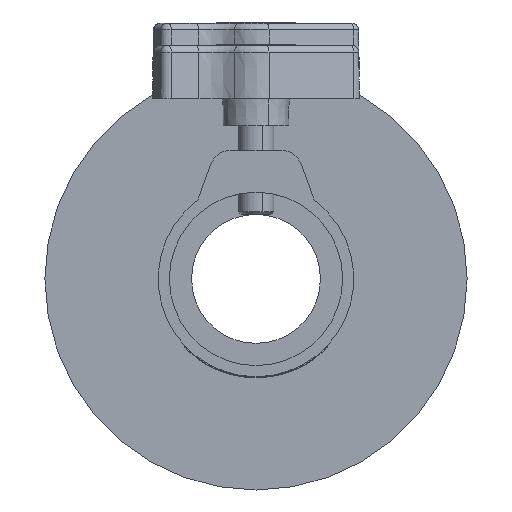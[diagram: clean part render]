
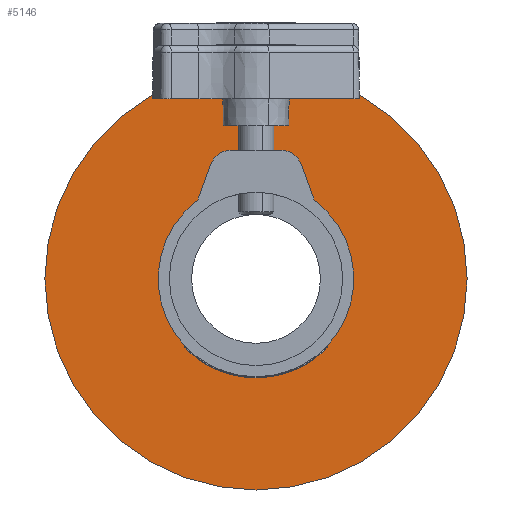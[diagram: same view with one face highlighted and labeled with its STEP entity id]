
A CAD part, front view. The second image highlights one B-rep face of the part: STEP entity #5146.
In plain terms, the highlighted planar face has unit normal (0, -1, 0).
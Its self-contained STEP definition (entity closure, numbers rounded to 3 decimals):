
#177 = VERTEX_POINT ( 'NONE', #13901 ) ;
#329 = PLANE ( 'NONE',  #836 ) ;
#514 = AXIS2_PLACEMENT_3D ( 'NONE', #900, #2054, #682 ) ;
#682 = DIRECTION ( 'NONE',  ( 0., 0., 1. ) ) ;
#836 = AXIS2_PLACEMENT_3D ( 'NONE', #6642, #12699, #12911 ) ;
#850 = FACE_BOUND ( 'NONE', #3121, .T. ) ;
#900 = CARTESIAN_POINT ( 'NONE',  ( 0., 0., 0. ) ) ;
#916 = ORIENTED_EDGE ( 'NONE', *, *, #14436, .F. ) ;
#1037 = ORIENTED_EDGE ( 'NONE', *, *, #5827, .T. ) ;
#1175 = AXIS2_PLACEMENT_3D ( 'NONE', #5678, #10686, #14306 ) ;
#2054 = DIRECTION ( 'NONE',  ( 0., 1., 0. ) ) ;
#2606 = DIRECTION ( 'NONE',  ( 0., 0., 1. ) ) ;
#2703 = CARTESIAN_POINT ( 'NONE',  ( 0., 0., 0. ) ) ;
#3121 = EDGE_LOOP ( 'NONE', ( #14925, #1037 ) ) ;
#3166 = CIRCLE ( 'NONE', #9737, 15. ) ;
#4115 = EDGE_LOOP ( 'NONE', ( #15585, #916 ) ) ;
#4565 = FACE_OUTER_BOUND ( 'NONE', #4115, .T. ) ;
#5146 = ADVANCED_FACE ( 'NONE', ( #4565, #850 ), #329, .F. ) ;
#5474 = CIRCLE ( 'NONE', #8521, 47.5 ) ;
#5481 = EDGE_CURVE ( 'NONE', #14384, #177, #14308, .T. ) ;
#5678 = CARTESIAN_POINT ( 'NONE',  ( 0., 0., 0. ) ) ;
#5827 = EDGE_CURVE ( 'NONE', #177, #14384, #3166, .T. ) ;
#6389 = DIRECTION ( 'NONE',  ( 0., 1., 0. ) ) ;
#6638 = VERTEX_POINT ( 'NONE', #14665 ) ;
#6642 = CARTESIAN_POINT ( 'NONE',  ( 0., 0., 0. ) ) ;
#7442 = CARTESIAN_POINT ( 'NONE',  ( 0., 0., 47.5 ) ) ;
#7460 = EDGE_CURVE ( 'NONE', #6638, #14165, #5474, .T. ) ;
#7756 = CARTESIAN_POINT ( 'NONE',  ( 0., 0., -15. ) ) ;
#8521 = AXIS2_PLACEMENT_3D ( 'NONE', #14954, #16092, #2606 ) ;
#8859 = DIRECTION ( 'NONE',  ( 0., 0., 1. ) ) ;
#8875 = CIRCLE ( 'NONE', #1175, 47.5 ) ;
#9737 = AXIS2_PLACEMENT_3D ( 'NONE', #2703, #6389, #8859 ) ;
#10686 = DIRECTION ( 'NONE',  ( 0., 1., 0. ) ) ;
#12699 = DIRECTION ( 'NONE',  ( 0., 1., 0. ) ) ;
#12911 = DIRECTION ( 'NONE',  ( 0., 0., 1. ) ) ;
#13901 = CARTESIAN_POINT ( 'NONE',  ( 0., 0., 15. ) ) ;
#14165 = VERTEX_POINT ( 'NONE', #7442 ) ;
#14306 = DIRECTION ( 'NONE',  ( 0., 0., 1. ) ) ;
#14308 = CIRCLE ( 'NONE', #514, 15. ) ;
#14384 = VERTEX_POINT ( 'NONE', #7756 ) ;
#14436 = EDGE_CURVE ( 'NONE', #14165, #6638, #8875, .T. ) ;
#14665 = CARTESIAN_POINT ( 'NONE',  ( 0., 0., -47.5 ) ) ;
#14925 = ORIENTED_EDGE ( 'NONE', *, *, #5481, .T. ) ;
#14954 = CARTESIAN_POINT ( 'NONE',  ( 0., 0., 0. ) ) ;
#15585 = ORIENTED_EDGE ( 'NONE', *, *, #7460, .F. ) ;
#16092 = DIRECTION ( 'NONE',  ( 0., 1., 0. ) ) ;
